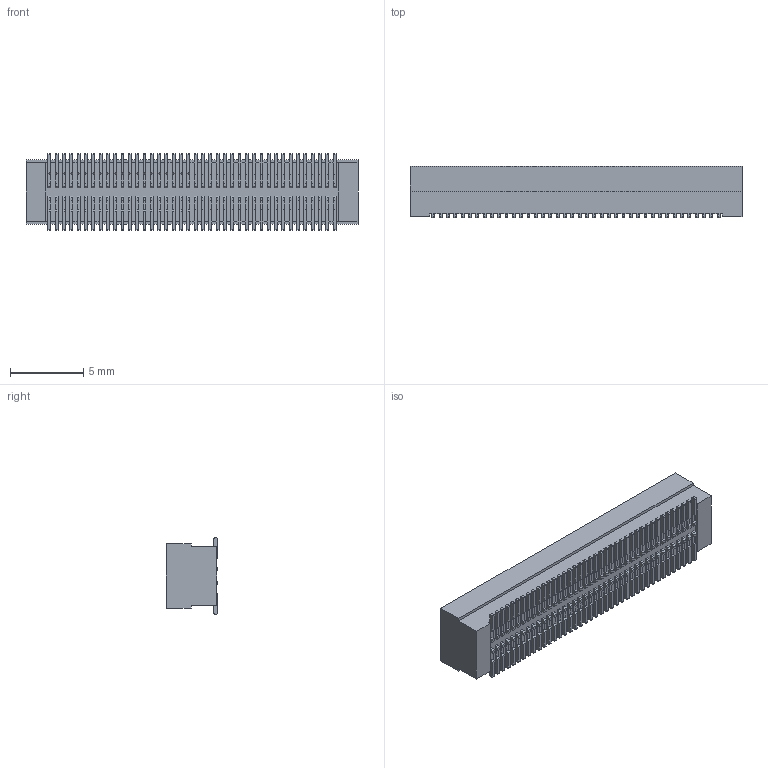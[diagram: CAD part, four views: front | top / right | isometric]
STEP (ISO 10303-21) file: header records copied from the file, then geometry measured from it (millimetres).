
FILE_DESCRIPTION((''),'2;1');
FILE_NAME('FBB05002-F80S1003K6MH35','2025-01-09T',('工程三'),(''),'PRO/ENGINEER BY PARAMETRIC TECHNOLOGY CORPORATION, 2010280','PRO/ENGINEER BY PARAMETRIC TECHNOLOGY CORPORATION, 2010280','');
FILE_SCHEMA(('CONFIG_CONTROL_DESIGN'));
Products named in the file (1): FBB05002-F80S1003K6MH35
Bounding box: 22.7 x 3.5 x 5.2 mm (x, y, z)
Volume: 228.5 mm3; surface area: 1207.3 mm2
Topology: 1 solids, 1 shells, 3112 faces, 8916 edges, 5888 vertices
Faces by surface type: plane 2952, cylinder 160
Entity records: 99614 total; most frequent: CARTESIAN_POINT 17916, ORIENTED_EDGE 17832, DIRECTION 15460, EDGE_CURVE 8916, VECTOR 8596, LINE 8596, VERTEX_POINT 5888, AXIS2_PLACEMENT_3D 3432
